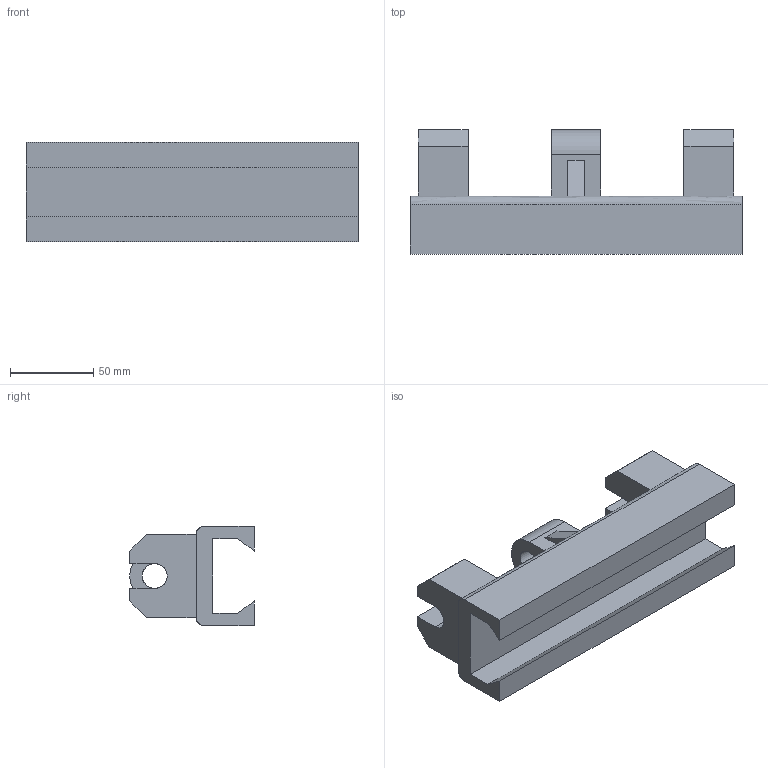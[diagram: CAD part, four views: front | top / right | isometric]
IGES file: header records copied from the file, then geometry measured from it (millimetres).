
Start section: SolidWorks IGES file using analytic representation for surfaces
Global section: file name: Ejercicio 9.IGS; native system: SolidWorks 2017; preprocessor: SolidWorks 2017; author: PANTER; date: 180209.160406; units: millimetre
Bounding box: 200 x 75 x 60 mm (x, y, z)
Surface area: 71531.6 mm2 (no closed solid volume)
Topology: 0 solids, 0 shells, 53 faces, 490 edges, 490 vertices
Faces by surface type: bspline 45, revolution 8
